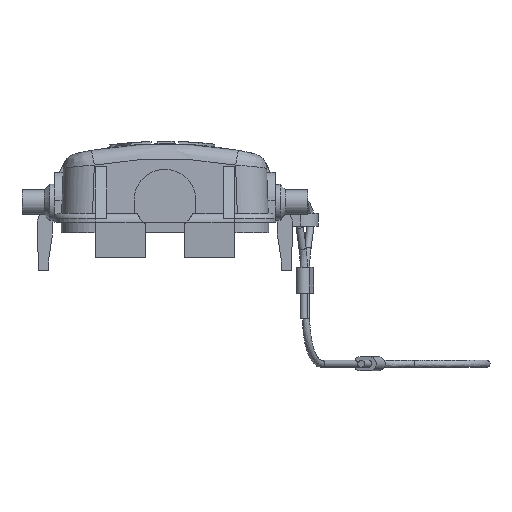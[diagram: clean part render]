
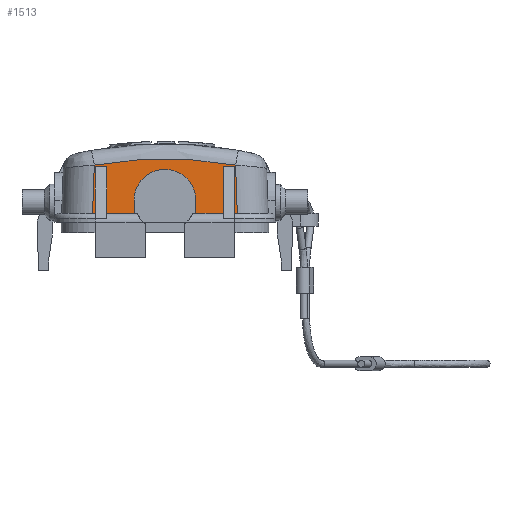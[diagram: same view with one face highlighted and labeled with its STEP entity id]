
A CAD part, left-side view. The second image highlights one B-rep face of the part: STEP entity #1513.
In plain terms, the highlighted planar face has unit normal (-0.999, 0, 0.035).
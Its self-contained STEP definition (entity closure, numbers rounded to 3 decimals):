
#1035=ELLIPSE('',#7005,6.004,6.);
#1036=ELLIPSE('',#7006,77.047,77.);
#1143=FACE_OUTER_BOUND('',#2359,.T.);
#1513=ADVANCED_FACE('',(#1143),#1796,.T.);
#1796=PLANE('',#7007);
#2071=B_SPLINE_CURVE_WITH_KNOTS('',3,(#11532,#11533,#11534,#11535),
 .UNSPECIFIED.,.F.,.F.,(4,4),(0.,1.),.UNSPECIFIED.);
#2072=B_SPLINE_CURVE_WITH_KNOTS('',3,(#11559,#11560,#11561,#11562),
 .UNSPECIFIED.,.F.,.F.,(4,4),(0.,1.),.UNSPECIFIED.);
#2359=EDGE_LOOP('',(#3312,#3313,#3314,#3315,#3316,#3317,#3318,#3319,#3320,
#3321,#3322,#3323,#3324,#3325,#3326,#3327));
#3312=ORIENTED_EDGE('',*,*,#5411,.T.);
#3313=ORIENTED_EDGE('',*,*,#5412,.F.);
#3314=ORIENTED_EDGE('',*,*,#5413,.T.);
#3315=ORIENTED_EDGE('',*,*,#5414,.F.);
#3316=ORIENTED_EDGE('',*,*,#5415,.T.);
#3317=ORIENTED_EDGE('',*,*,#5416,.T.);
#3318=ORIENTED_EDGE('',*,*,#5417,.F.);
#3319=ORIENTED_EDGE('',*,*,#5418,.F.);
#3320=ORIENTED_EDGE('',*,*,#5419,.F.);
#3321=ORIENTED_EDGE('',*,*,#5420,.T.);
#3322=ORIENTED_EDGE('',*,*,#5421,.F.);
#3323=ORIENTED_EDGE('',*,*,#5422,.F.);
#3324=ORIENTED_EDGE('',*,*,#5423,.T.);
#3325=ORIENTED_EDGE('',*,*,#5424,.T.);
#3326=ORIENTED_EDGE('',*,*,#5425,.T.);
#3327=ORIENTED_EDGE('',*,*,#5426,.T.);
#4759=VERTEX_POINT('',#11530);
#4760=VERTEX_POINT('',#11531);
#4761=VERTEX_POINT('',#11536);
#4762=VERTEX_POINT('',#11538);
#4763=VERTEX_POINT('',#11540);
#4764=VERTEX_POINT('',#11542);
#4765=VERTEX_POINT('',#11544);
#4766=VERTEX_POINT('',#11546);
#4767=VERTEX_POINT('',#11548);
#4768=VERTEX_POINT('',#11550);
#4769=VERTEX_POINT('',#11552);
#4770=VERTEX_POINT('',#11554);
#4771=VERTEX_POINT('',#11556);
#4772=VERTEX_POINT('',#11558);
#4773=VERTEX_POINT('',#11563);
#4774=VERTEX_POINT('',#11565);
#5411=EDGE_CURVE('',#4759,#4760,#6045,.T.);
#5412=EDGE_CURVE('',#4761,#4760,#2071,.T.);
#5413=EDGE_CURVE('',#4761,#4762,#6046,.T.);
#5414=EDGE_CURVE('',#4763,#4762,#6047,.T.);
#5415=EDGE_CURVE('',#4763,#4764,#6048,.T.);
#5416=EDGE_CURVE('',#4764,#4765,#6049,.T.);
#5417=EDGE_CURVE('',#4766,#4765,#6050,.T.);
#5418=EDGE_CURVE('',#4767,#4766,#1035,.T.);
#5419=EDGE_CURVE('',#4768,#4767,#6051,.T.);
#5420=EDGE_CURVE('',#4768,#4769,#6052,.T.);
#5421=EDGE_CURVE('',#4770,#4769,#6053,.T.);
#5422=EDGE_CURVE('',#4771,#4770,#6054,.T.);
#5423=EDGE_CURVE('',#4771,#4772,#6055,.T.);
#5424=EDGE_CURVE('',#4772,#4773,#2072,.T.);
#5425=EDGE_CURVE('',#4773,#4774,#6056,.T.);
#5426=EDGE_CURVE('',#4774,#4759,#1036,.T.);
#6045=LINE('',#11529,#6487);
#6046=LINE('',#11537,#6488);
#6047=LINE('',#11539,#6489);
#6048=LINE('',#11541,#6490);
#6049=LINE('',#11543,#6491);
#6050=LINE('',#11545,#6492);
#6051=LINE('',#11549,#6493);
#6052=LINE('',#11551,#6494);
#6053=LINE('',#11553,#6495);
#6054=LINE('',#11555,#6496);
#6055=LINE('',#11557,#6497);
#6056=LINE('',#11564,#6498);
#6487=VECTOR('',#7719,1.);
#6488=VECTOR('',#7720,1.);
#6489=VECTOR('',#7721,1.);
#6490=VECTOR('',#7722,1.);
#6491=VECTOR('',#7723,1.);
#6492=VECTOR('',#7724,1.);
#6493=VECTOR('',#7727,1.);
#6494=VECTOR('',#7728,1.);
#6495=VECTOR('',#7729,1.);
#6496=VECTOR('',#7730,1.);
#6497=VECTOR('',#7731,1.);
#6498=VECTOR('',#7732,1.);
#7005=AXIS2_PLACEMENT_3D('',#11547,#7725,#7726);
#7006=AXIS2_PLACEMENT_3D('',#11566,#7733,#7734);
#7007=AXIS2_PLACEMENT_3D('',#11567,#7735,#7736);
#7719=DIRECTION('',(-0.035,0.035,-0.999));
#7720=DIRECTION('',(0.035,0.,0.999));
#7721=DIRECTION('',(0.,1.,0.));
#7722=DIRECTION('',(-0.035,0.,-0.999));
#7723=DIRECTION('',(0.,-1.,0.));
#7724=DIRECTION('',(-0.035,0.,-0.999));
#7725=DIRECTION('',(-0.999,0.,0.035));
#7726=DIRECTION('',(0.035,0.,0.999));
#7727=DIRECTION('',(0.035,0.,0.999));
#7728=DIRECTION('',(0.,-1.,0.));
#7729=DIRECTION('',(-0.035,0.,-0.999));
#7730=DIRECTION('',(0.,1.,0.));
#7731=DIRECTION('',(-0.035,0.,-0.999));
#7732=DIRECTION('',(0.035,0.035,0.999));
#7733=DIRECTION('',(-0.999,0.,0.035));
#7734=DIRECTION('',(-0.035,0.,-0.999));
#7735=DIRECTION('',(-0.999,0.,0.035));
#7736=DIRECTION('',(0.035,0.,0.999));
#11529=CARTESIAN_POINT('',(-35.043,14.091,0.491));
#11530=CARTESIAN_POINT('',(-34.673,13.721,11.072));
#11531=CARTESIAN_POINT('',(-35.005,14.053,1.585));
#11532=CARTESIAN_POINT('',(-35.005,13.5,1.572));
#11533=CARTESIAN_POINT('',(-35.005,13.684,1.572));
#11534=CARTESIAN_POINT('',(-35.005,13.869,1.577));
#11535=CARTESIAN_POINT('',(-35.005,14.053,1.585));
#11536=CARTESIAN_POINT('',(-35.005,13.5,1.572));
#11537=CARTESIAN_POINT('',(-35.06,13.5,0.));
#11538=CARTESIAN_POINT('',(-34.684,13.5,10.77));
#11539=CARTESIAN_POINT('',(-34.684,0.,10.77));
#11540=CARTESIAN_POINT('',(-34.684,11.3,10.77));
#11541=CARTESIAN_POINT('',(-35.06,11.3,0.));
#11542=CARTESIAN_POINT('',(-35.001,11.3,1.7));
#11543=CARTESIAN_POINT('',(-35.001,-13.5,1.7));
#11544=CARTESIAN_POINT('',(-35.001,6.,1.7));
#11545=CARTESIAN_POINT('',(-35.06,6.,0.));
#11546=CARTESIAN_POINT('',(-34.912,6.,4.25));
#11547=CARTESIAN_POINT('',(-34.912,0.,4.25));
#11548=CARTESIAN_POINT('',(-34.912,-6.,4.25));
#11549=CARTESIAN_POINT('',(-35.06,-6.,0.));
#11550=CARTESIAN_POINT('',(-35.001,-6.,1.7));
#11551=CARTESIAN_POINT('',(-35.001,0.,1.7));
#11552=CARTESIAN_POINT('',(-35.001,-11.3,1.7));
#11553=CARTESIAN_POINT('',(-35.06,-11.3,0.));
#11554=CARTESIAN_POINT('',(-34.684,-11.3,10.77));
#11555=CARTESIAN_POINT('',(-34.684,0.,10.77));
#11556=CARTESIAN_POINT('',(-34.684,-13.5,10.77));
#11557=CARTESIAN_POINT('',(-35.06,-13.5,0.));
#11558=CARTESIAN_POINT('',(-35.005,-13.5,1.572));
#11559=CARTESIAN_POINT('',(-35.005,-13.5,1.572));
#11560=CARTESIAN_POINT('',(-35.005,-13.684,1.572));
#11561=CARTESIAN_POINT('',(-35.005,-13.869,1.577));
#11562=CARTESIAN_POINT('',(-35.005,-14.053,1.585));
#11563=CARTESIAN_POINT('',(-35.005,-14.053,1.585));
#11564=CARTESIAN_POINT('',(-35.043,-14.091,0.491));
#11565=CARTESIAN_POINT('',(-34.673,-13.721,11.072));
#11566=CARTESIAN_POINT('',(-37.319,0.,-64.695));
#11567=CARTESIAN_POINT('',(-35.06,0.,0.));
